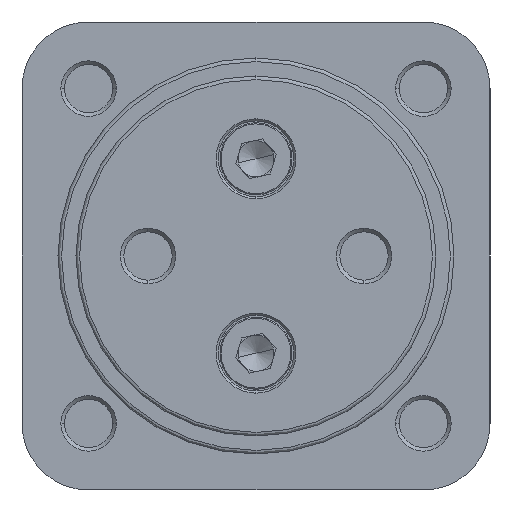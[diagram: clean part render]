
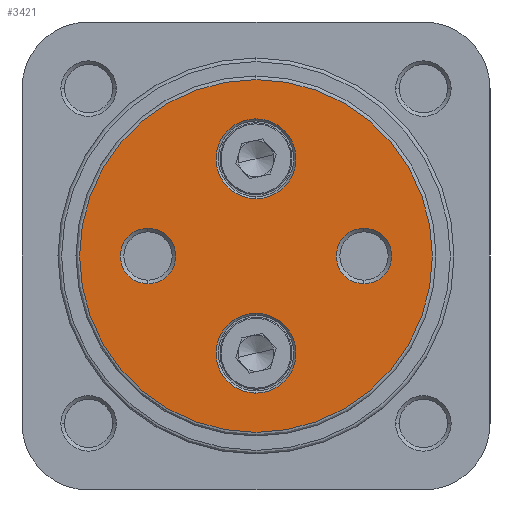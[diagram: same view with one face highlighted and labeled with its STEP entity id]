
A CAD part, left-side view. The second image highlights one B-rep face of the part: STEP entity #3421.
In plain terms, the highlighted planar face has unit normal (-1, 0, 0).
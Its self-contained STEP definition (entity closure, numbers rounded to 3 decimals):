
#278 = EDGE_CURVE ( 'NONE', #8270, #8268, #7072, .T. ) ;
#297 = EDGE_CURVE ( 'NONE', #8258, #8249, #3320, .T. ) ;
#308 = EDGE_CURVE ( 'NONE', #8287, #8282, #3334, .T. ) ;
#384 = EDGE_CURVE ( 'NONE', #8268, #8270, #3503, .T. ) ;
#387 = EDGE_CURVE ( 'NONE', #6951, #6952, #3511, .T. ) ;
#440 = EDGE_CURVE ( 'NONE', #6952, #6951, #3642, .T. ) ;
#468 = EDGE_CURVE ( 'NONE', #8249, #8258, #3681, .T. ) ;
#470 = EDGE_CURVE ( 'NONE', #6961, #6954, #3685, .T. ) ;
#471 = EDGE_CURVE ( 'NONE', #8282, #8287, #3686, .T. ) ;
#482 = EDGE_CURVE ( 'NONE', #6954, #6961, #3710, .T. ) ;
#768 = AXIS2_PLACEMENT_3D ( 'NONE', #7340, #7355, #7356 ) ;
#781 = AXIS2_PLACEMENT_3D ( 'NONE', #7407, #7408, #7409 ) ;
#792 = AXIS2_PLACEMENT_3D ( 'NONE', #7440, #7441, #7442 ) ;
#831 = AXIS2_PLACEMENT_3D ( 'NONE', #7641, #7642, #7643 ) ;
#833 = AXIS2_PLACEMENT_3D ( 'NONE', #7627, #7634, #7635 ) ;
#852 = AXIS2_PLACEMENT_3D ( 'NONE', #7763, #7764, #7765 ) ;
#873 = AXIS2_PLACEMENT_3D ( 'NONE', #7853, #7854, #7855 ) ;
#877 = AXIS2_PLACEMENT_3D ( 'NONE', #7839, #7846, #7847 ) ;
#879 = AXIS2_PLACEMENT_3D ( 'NONE', #7845, #7851, #7852 ) ;
#889 = AXIS2_PLACEMENT_3D ( 'NONE', #7878, #7886, #7887 ) ;
#1050 = AXIS2_PLACEMENT_3D ( 'NONE', #5359, #5368, #5369 ) ;
#1559 = EDGE_LOOP ( 'NONE', ( #1998, #1997 ) ) ;
#1569 = EDGE_LOOP ( 'NONE', ( #2002, #2001 ) ) ;
#1716 = EDGE_LOOP ( 'NONE', ( #2000, #1999 ) ) ;
#1745 = EDGE_LOOP ( 'NONE', ( #2004, #2003 ) ) ;
#1764 = EDGE_LOOP ( 'NONE', ( #1996, #1995 ) ) ;
#1995 = ORIENTED_EDGE ( 'NONE', *, *, #470, .T. ) ;
#1996 = ORIENTED_EDGE ( 'NONE', *, *, #482, .T. ) ;
#1997 = ORIENTED_EDGE ( 'NONE', *, *, #387, .T. ) ;
#1998 = ORIENTED_EDGE ( 'NONE', *, *, #440, .T. ) ;
#1999 = ORIENTED_EDGE ( 'NONE', *, *, #471, .T. ) ;
#2000 = ORIENTED_EDGE ( 'NONE', *, *, #308, .T. ) ;
#2001 = ORIENTED_EDGE ( 'NONE', *, *, #384, .T. ) ;
#2002 = ORIENTED_EDGE ( 'NONE', *, *, #278, .T. ) ;
#2003 = ORIENTED_EDGE ( 'NONE', *, *, #297, .T. ) ;
#2004 = ORIENTED_EDGE ( 'NONE', *, *, #468, .T. ) ;
#3320 = CIRCLE ( 'NONE', #781, 24.5 ) ;
#3334 = CIRCLE ( 'NONE', #792, 5.55 ) ;
#3421 = ADVANCED_FACE ( 'NONE', ( #4383, #4381, #4386, #4388, #4384 ), #5351, .F. ) ;
#3503 = CIRCLE ( 'NONE', #833, 5.55 ) ;
#3511 = CIRCLE ( 'NONE', #831, 3.85 ) ;
#3642 = CIRCLE ( 'NONE', #852, 3.85 ) ;
#3681 = CIRCLE ( 'NONE', #877, 24.5 ) ;
#3685 = CIRCLE ( 'NONE', #879, 3.85 ) ;
#3686 = CIRCLE ( 'NONE', #873, 5.55 ) ;
#3710 = CIRCLE ( 'NONE', #889, 3.85 ) ;
#4381 = FACE_BOUND ( 'NONE', #1569, .T. ) ;
#4383 = FACE_OUTER_BOUND ( 'NONE', #1745, .T. ) ;
#4384 = FACE_BOUND ( 'NONE', #1764, .T. ) ;
#4386 = FACE_BOUND ( 'NONE', #1716, .T. ) ;
#4388 = FACE_BOUND ( 'NONE', #1559, .T. ) ;
#5351 = PLANE ( 'NONE',  #1050 ) ;
#5359 = CARTESIAN_POINT ( 'NONE',  ( 0., 0., 0. ) ) ;
#5368 = DIRECTION ( 'NONE',  ( 1., 0., 0. ) ) ;
#5369 = DIRECTION ( 'NONE',  ( 0., 0., -1. ) ) ;
#6632 = CARTESIAN_POINT ( 'NONE',  ( 0., -15., -3.85 ) ) ;
#6637 = CARTESIAN_POINT ( 'NONE',  ( 0., -15., 3.85 ) ) ;
#6638 = CARTESIAN_POINT ( 'NONE',  ( 0., 15., 3.85 ) ) ;
#6644 = CARTESIAN_POINT ( 'NONE',  ( 0., 15., -3.85 ) ) ;
#6692 = CARTESIAN_POINT ( 'NONE',  ( 0., 0., -24.5 ) ) ;
#6701 = CARTESIAN_POINT ( 'NONE',  ( 0., 0., 24.5 ) ) ;
#6711 = CARTESIAN_POINT ( 'NONE',  ( 0., 0., -19.05 ) ) ;
#6713 = CARTESIAN_POINT ( 'NONE',  ( 0., 0., -7.95 ) ) ;
#6725 = CARTESIAN_POINT ( 'NONE',  ( 0., 0., 7.95 ) ) ;
#6730 = CARTESIAN_POINT ( 'NONE',  ( 0., 0., 19.05 ) ) ;
#6951 = VERTEX_POINT ( 'NONE', #6632 ) ;
#6952 = VERTEX_POINT ( 'NONE', #6637 ) ;
#6954 = VERTEX_POINT ( 'NONE', #6638 ) ;
#6961 = VERTEX_POINT ( 'NONE', #6644 ) ;
#7072 = CIRCLE ( 'NONE', #768, 5.55 ) ;
#7340 = CARTESIAN_POINT ( 'NONE',  ( 0., 0., -13.5 ) ) ;
#7355 = DIRECTION ( 'NONE',  ( 1., 0., 0. ) ) ;
#7356 = DIRECTION ( 'NONE',  ( 0., 0., -1. ) ) ;
#7407 = CARTESIAN_POINT ( 'NONE',  ( 0., 0., 0. ) ) ;
#7408 = DIRECTION ( 'NONE',  ( -1., 0., 0. ) ) ;
#7409 = DIRECTION ( 'NONE',  ( 0., 0., -1. ) ) ;
#7440 = CARTESIAN_POINT ( 'NONE',  ( 0., 0., 13.5 ) ) ;
#7441 = DIRECTION ( 'NONE',  ( 1., 0., 0. ) ) ;
#7442 = DIRECTION ( 'NONE',  ( 0., 0., -1. ) ) ;
#7627 = CARTESIAN_POINT ( 'NONE',  ( 0., 0., -13.5 ) ) ;
#7634 = DIRECTION ( 'NONE',  ( 1., 0., 0. ) ) ;
#7635 = DIRECTION ( 'NONE',  ( 0., 0., -1. ) ) ;
#7641 = CARTESIAN_POINT ( 'NONE',  ( 0., -15., 0. ) ) ;
#7642 = DIRECTION ( 'NONE',  ( 1., 0., 0. ) ) ;
#7643 = DIRECTION ( 'NONE',  ( 0., 0., -1. ) ) ;
#7763 = CARTESIAN_POINT ( 'NONE',  ( 0., -15., 0. ) ) ;
#7764 = DIRECTION ( 'NONE',  ( 1., 0., 0. ) ) ;
#7765 = DIRECTION ( 'NONE',  ( 0., 0., -1. ) ) ;
#7839 = CARTESIAN_POINT ( 'NONE',  ( 0., 0., 0. ) ) ;
#7845 = CARTESIAN_POINT ( 'NONE',  ( 0., 15., 0. ) ) ;
#7846 = DIRECTION ( 'NONE',  ( -1., 0., 0. ) ) ;
#7847 = DIRECTION ( 'NONE',  ( 0., 0., -1. ) ) ;
#7851 = DIRECTION ( 'NONE',  ( 1., 0., 0. ) ) ;
#7852 = DIRECTION ( 'NONE',  ( 0., 0., -1. ) ) ;
#7853 = CARTESIAN_POINT ( 'NONE',  ( 0., 0., 13.5 ) ) ;
#7854 = DIRECTION ( 'NONE',  ( 1., 0., 0. ) ) ;
#7855 = DIRECTION ( 'NONE',  ( 0., 0., -1. ) ) ;
#7878 = CARTESIAN_POINT ( 'NONE',  ( 0., 15., 0. ) ) ;
#7886 = DIRECTION ( 'NONE',  ( 1., 0., 0. ) ) ;
#7887 = DIRECTION ( 'NONE',  ( 0., 0., -1. ) ) ;
#8249 = VERTEX_POINT ( 'NONE', #6692 ) ;
#8258 = VERTEX_POINT ( 'NONE', #6701 ) ;
#8268 = VERTEX_POINT ( 'NONE', #6711 ) ;
#8270 = VERTEX_POINT ( 'NONE', #6713 ) ;
#8282 = VERTEX_POINT ( 'NONE', #6725 ) ;
#8287 = VERTEX_POINT ( 'NONE', #6730 ) ;
